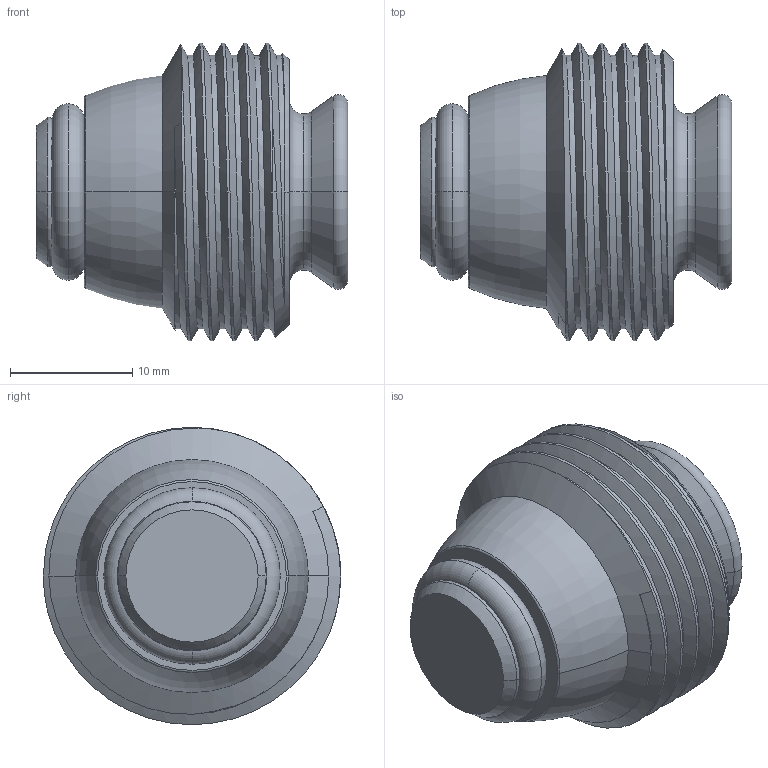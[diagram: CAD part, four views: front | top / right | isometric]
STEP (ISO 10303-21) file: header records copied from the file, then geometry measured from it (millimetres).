
FILE_DESCRIPTION (( 'STEP AP203' ), '1' );
FILE_NAME ('PLU-580BR.step', '2025-12-01T12:30:38', ( '' ), ( '' ), 'SwSTEP 2.0', 'SolidWorks 2018', '' );
FILE_SCHEMA (( 'CONFIG_CONTROL_DESIGN' ));
Length unit declared in the file: inch
Products named in the file (3): PRT-000837; PLU-580BR; PRT-000252
Assembly tree (2 placements, depth 2):
  PLU-580BR
    PRT-000252
    PRT-000837
Bounding box: 25.46 x 24.32 x 24.32 mm (x, y, z)
Volume: 6118 mm3; surface area: 3295.5 mm2
Topology: 2 solids, 2 shells, 69 faces, 169 edges, 105 vertices
Faces by surface type: plane 23, torus 22, cylinder 12, cone 9, bspline 3
Entity records: 4565 total; most frequent: CARTESIAN_POINT 2686, DIRECTION 342, ORIENTED_EDGE 338, EDGE_CURVE 169, AXIS2_PLACEMENT_3D 146, VERTEX_POINT 105, CIRCLE 75, EDGE_LOOP 72
